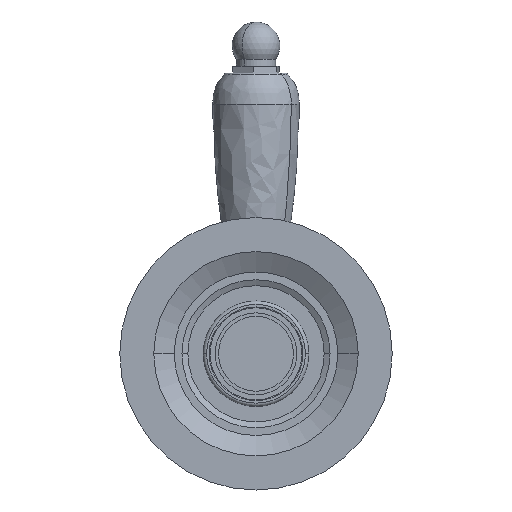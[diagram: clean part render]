
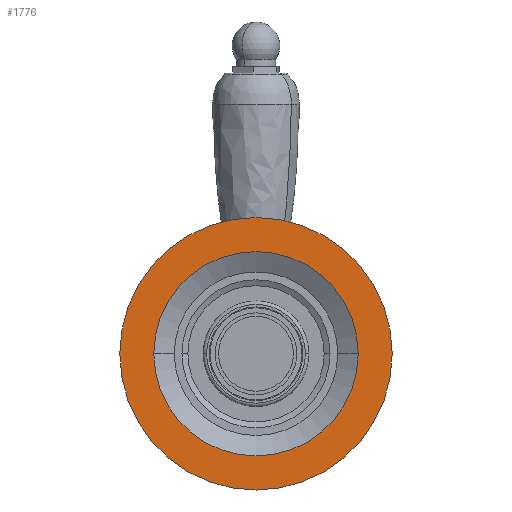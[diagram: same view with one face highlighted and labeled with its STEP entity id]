
A CAD part, front view. The second image highlights one B-rep face of the part: STEP entity #1776.
In plain terms, the highlighted planar face has unit normal (0, -1, 0).
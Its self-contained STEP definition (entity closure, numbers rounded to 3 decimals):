
#246=CARTESIAN_POINT('',(0.,42.5,0.));
#247=DIRECTION('',(0.,1.,0.));
#248=DIRECTION('',(1.,0.,0.));
#249=AXIS2_PLACEMENT_3D('',#246,#247,#248);
#251=CARTESIAN_POINT('',(0.,42.5,0.));
#252=DIRECTION('',(0.,-1.,0.));
#253=DIRECTION('',(1.,0.,0.));
#254=AXIS2_PLACEMENT_3D('',#251,#252,#253);
#256=CARTESIAN_POINT('',(0.,42.5,0.));
#257=DIRECTION('',(0.,-1.,0.));
#258=DIRECTION('',(1.,0.,0.));
#259=AXIS2_PLACEMENT_3D('',#256,#257,#258);
#261=CARTESIAN_POINT('',(0.,42.5,0.));
#262=DIRECTION('',(0.,-1.,0.));
#263=DIRECTION('',(-1.,0.,0.));
#264=AXIS2_PLACEMENT_3D('',#261,#262,#263);
#1089=CARTESIAN_POINT('',(40.,42.5,0.));
#1091=VERTEX_POINT('',#1089);
#1097=CARTESIAN_POINT('',(-40.,42.5,0.));
#1099=VERTEX_POINT('',#1097);
#1121=CARTESIAN_POINT('',(30.,42.5,0.));
#1122=CARTESIAN_POINT('',(-30.,42.5,0.));
#1123=VERTEX_POINT('',#1121);
#1124=VERTEX_POINT('',#1122);
#1761=CARTESIAN_POINT('',(0.,42.5,0.));
#1762=DIRECTION('',(0.,-1.,0.));
#1763=DIRECTION('',(-1.,0.,0.));
#1764=AXIS2_PLACEMENT_3D('',#1761,#1762,#1763);
#1765=PLANE('',#1764);
#1766=ORIENTED_EDGE('',*,*,#1729,.T.);
#1767=ORIENTED_EDGE('',*,*,#1747,.F.);
#1768=EDGE_LOOP('',(#1766,#1767));
#1769=FACE_OUTER_BOUND('',#1768,.F.);
#1771=ORIENTED_EDGE('',*,*,#1770,.T.);
#1773=ORIENTED_EDGE('',*,*,#1772,.T.);
#1774=EDGE_LOOP('',(#1771,#1773));
#1775=FACE_BOUND('',#1774,.F.);
#1776=ADVANCED_FACE('',(#1769,#1775),#1765,.T.);
#250=CIRCLE('',#249,40.);
#255=CIRCLE('',#254,40.);
#260=CIRCLE('',#259,30.);
#265=CIRCLE('',#264,30.);
#1729=EDGE_CURVE('',#1091,#1099,#250,.T.);
#1747=EDGE_CURVE('',#1091,#1099,#255,.T.);
#1770=EDGE_CURVE('',#1123,#1124,#260,.T.);
#1772=EDGE_CURVE('',#1124,#1123,#265,.T.);
